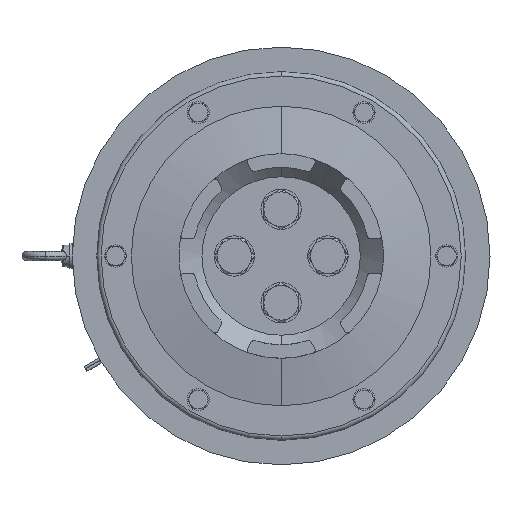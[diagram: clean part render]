
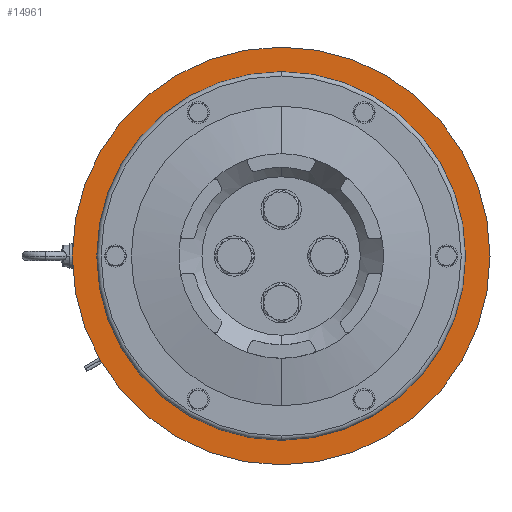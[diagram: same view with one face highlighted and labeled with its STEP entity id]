
A CAD part, left-side view. The second image highlights one B-rep face of the part: STEP entity #14961.
In plain terms, the highlighted planar face has unit normal (-1, 0, 0).
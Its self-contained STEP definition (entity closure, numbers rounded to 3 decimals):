
#16 = DIRECTION ( 'NONE',  ( 1., 0., 0. ) ) ;
#327 = EDGE_LOOP ( 'NONE', ( #20674, #7831 ) ) ;
#1030 = ORIENTED_EDGE ( 'NONE', *, *, #20096, .T. ) ;
#1217 = VERTEX_POINT ( 'NONE', #18848 ) ;
#2501 = FACE_BOUND ( 'NONE', #19380, .T. ) ;
#2756 = EDGE_CURVE ( 'NONE', #7690, #16343, #12571, .T. ) ;
#3343 = PLANE ( 'NONE',  #16071 ) ;
#3592 = CARTESIAN_POINT ( 'NONE',  ( -34.5, 0., 0. ) ) ;
#4312 = CARTESIAN_POINT ( 'NONE',  ( -34.5, 0., -145. ) ) ;
#5077 = CIRCLE ( 'NONE', #19909, 122.5 ) ;
#6252 = AXIS2_PLACEMENT_3D ( 'NONE', #8826, #7238, #9061 ) ;
#6269 = EDGE_CURVE ( 'NONE', #20616, #1217, #22573, .T. ) ;
#7238 = DIRECTION ( 'NONE',  ( 1., 0., 0. ) ) ;
#7690 = VERTEX_POINT ( 'NONE', #10868 ) ;
#7831 = ORIENTED_EDGE ( 'NONE', *, *, #12889, .F. ) ;
#8524 = DIRECTION ( 'NONE',  ( -1., 0., 0. ) ) ;
#8826 = CARTESIAN_POINT ( 'NONE',  ( -34.5, 0., 0. ) ) ;
#9061 = DIRECTION ( 'NONE',  ( 0., 0., -1. ) ) ;
#10097 = AXIS2_PLACEMENT_3D ( 'NONE', #12605, #16, #12757 ) ;
#10333 = AXIS2_PLACEMENT_3D ( 'NONE', #3592, #19672, #21500 ) ;
#10868 = CARTESIAN_POINT ( 'NONE',  ( -34.5, 0., -122.5 ) ) ;
#11583 = FACE_OUTER_BOUND ( 'NONE', #327, .T. ) ;
#12571 = CIRCLE ( 'NONE', #10333, 122.5 ) ;
#12605 = CARTESIAN_POINT ( 'NONE',  ( -34.5, 0., 0. ) ) ;
#12757 = DIRECTION ( 'NONE',  ( 0., 0., -1. ) ) ;
#12889 = EDGE_CURVE ( 'NONE', #1217, #20616, #14749, .T. ) ;
#14749 = CIRCLE ( 'NONE', #6252, 145. ) ;
#14961 = ADVANCED_FACE ( 'NONE', ( #2501, #11583 ), #3343, .T. ) ;
#16071 = AXIS2_PLACEMENT_3D ( 'NONE', #19278, #8524, #22977 ) ;
#16343 = VERTEX_POINT ( 'NONE', #16779 ) ;
#16779 = CARTESIAN_POINT ( 'NONE',  ( -34.5, 0., 122.5 ) ) ;
#17722 = CARTESIAN_POINT ( 'NONE',  ( -34.5, 0., 0. ) ) ;
#18848 = CARTESIAN_POINT ( 'NONE',  ( -34.5, 0., 145. ) ) ;
#19181 = ORIENTED_EDGE ( 'NONE', *, *, #2756, .T. ) ;
#19278 = CARTESIAN_POINT ( 'NONE',  ( -34.5, 122.5, 0. ) ) ;
#19380 = EDGE_LOOP ( 'NONE', ( #19181, #1030 ) ) ;
#19589 = DIRECTION ( 'NONE',  ( 1., 0., 0. ) ) ;
#19672 = DIRECTION ( 'NONE',  ( 1., 0., 0. ) ) ;
#19909 = AXIS2_PLACEMENT_3D ( 'NONE', #17722, #19589, #23230 ) ;
#20096 = EDGE_CURVE ( 'NONE', #16343, #7690, #5077, .T. ) ;
#20616 = VERTEX_POINT ( 'NONE', #4312 ) ;
#20674 = ORIENTED_EDGE ( 'NONE', *, *, #6269, .F. ) ;
#21500 = DIRECTION ( 'NONE',  ( 0., 0., -1. ) ) ;
#22573 = CIRCLE ( 'NONE', #10097, 145. ) ;
#22977 = DIRECTION ( 'NONE',  ( 0., 0., 1. ) ) ;
#23230 = DIRECTION ( 'NONE',  ( 0., 0., -1. ) ) ;
